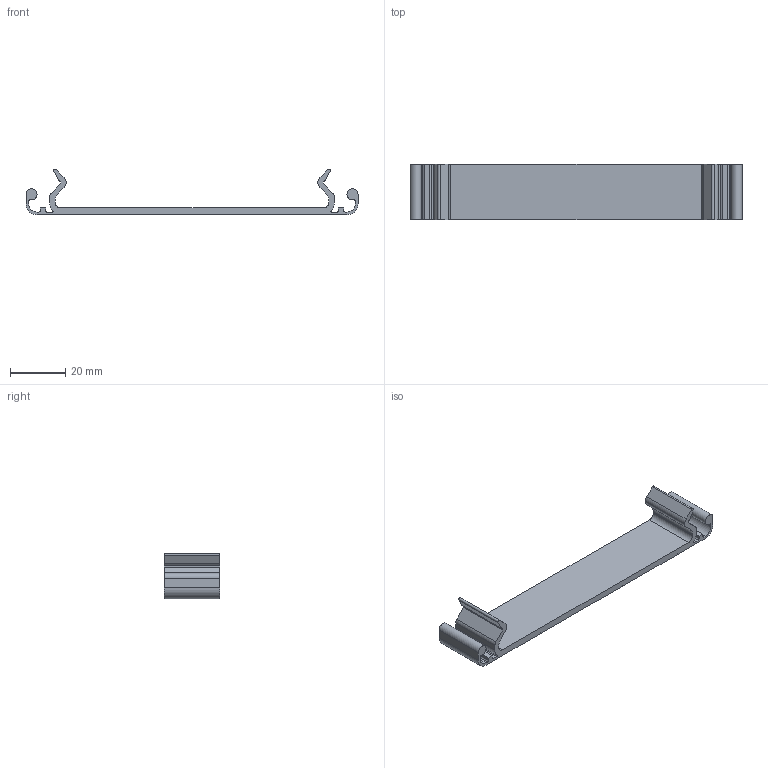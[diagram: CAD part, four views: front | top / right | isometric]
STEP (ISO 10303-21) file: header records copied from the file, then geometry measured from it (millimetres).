
FILE_DESCRIPTION (( 'STEP AP203' ), '1' );
FILE_NAME ('201220999_c_1.STEP', '2023-04-08T03:41:07', ( '' ), ( '' ), 'SwSTEP 2.0', 'SolidWorks 2014', '' );
FILE_SCHEMA (( 'CONFIG_CONTROL_DESIGN' ));
Length unit declared in the file: millimetre
Products named in the file (1): 201220999_c_1
Bounding box: 120 x 20 x 16.5 mm (x, y, z)
Volume: 7433.1 mm3; surface area: 7737.6 mm2
Topology: 1 solids, 1 shells, 96 faces, 282 edges, 188 vertices
Faces by surface type: plane 55, cylinder 41
Entity records: 3285 total; most frequent: CARTESIAN_POINT 567, ORIENTED_EDGE 564, DIRECTION 558, EDGE_CURVE 282, VECTOR 200, LINE 200, VERTEX_POINT 188, AXIS2_PLACEMENT_3D 179
